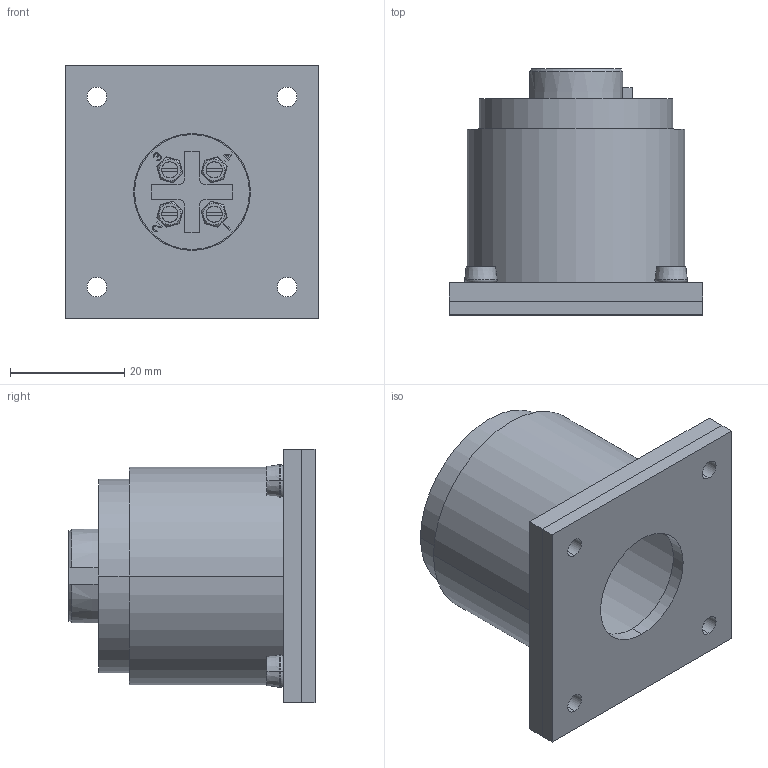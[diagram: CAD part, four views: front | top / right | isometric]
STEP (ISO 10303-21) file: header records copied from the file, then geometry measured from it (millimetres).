
FILE_DESCRIPTION(('STEP AP242'),'1');
FILE_NAME('px0761-s.stp','2024-04-03T19:49:13',('TraceParts'),('TraceParts S.A.'),'Spatial InterOp 3D',' ',' ');
FILE_SCHEMA(('AP242_MANAGED_MODEL_BASED_3D_ENGINEERING_MIM_LF {1 0 10303 442 1 1 4}'));
Length unit declared in the file: millimetre
Products named in the file (1): px0761-s_1
Bounding box: 44.45 x 43.09 x 44.45 mm (x, y, z)
Volume: 23045.2 mm3; surface area: 22526.5 mm2
Topology: 17 solids, 17 shells, 1036 faces, 2731 edges, 1745 vertices
Faces by surface type: plane 643, cylinder 221, cone 80, bspline 44, torus 40, sphere 8
Entity records: 43896 total; most frequent: CARTESIAN_POINT 18501, ORIENTED_EDGE 5414, DIRECTION 4975, EDGE_CURVE 2707, LINE 1897, VECTOR 1897, VERTEX_POINT 1745, AXIS2_PLACEMENT_3D 1539
